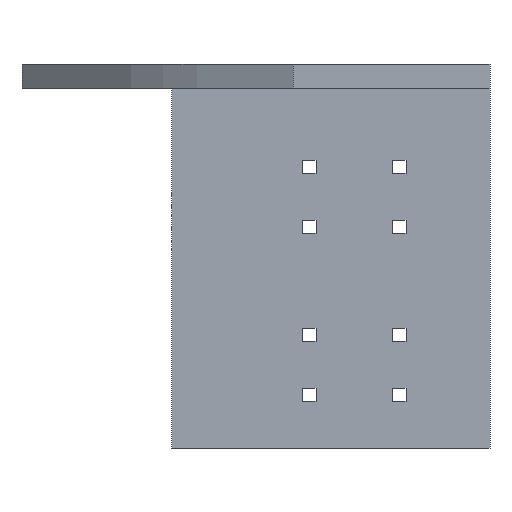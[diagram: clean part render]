
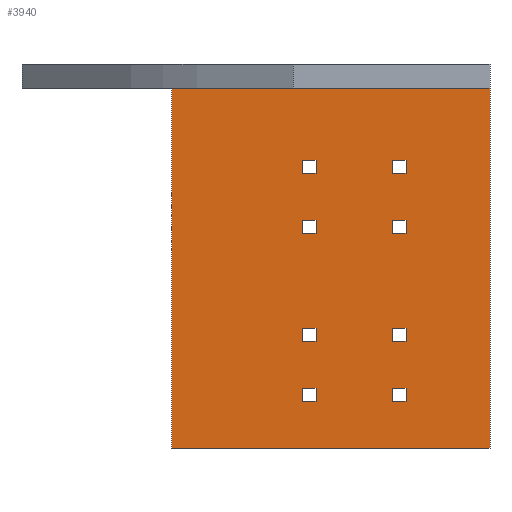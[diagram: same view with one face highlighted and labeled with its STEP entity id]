
A CAD part, front view. The second image highlights one B-rep face of the part: STEP entity #3940.
In plain terms, the highlighted planar face has unit normal (0, -1, 0).
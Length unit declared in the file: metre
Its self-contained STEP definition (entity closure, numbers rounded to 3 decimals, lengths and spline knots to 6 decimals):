
#934=ORIENTED_EDGE('',*,*,#1577,.T.);
#935=ORIENTED_EDGE('',*,*,#1578,.F.);
#936=ORIENTED_EDGE('',*,*,#1579,.F.);
#937=ORIENTED_EDGE('',*,*,#1580,.T.);
#938=ORIENTED_EDGE('',*,*,#1581,.T.);
#939=ORIENTED_EDGE('',*,*,#1582,.F.);
#940=ORIENTED_EDGE('',*,*,#1583,.F.);
#941=ORIENTED_EDGE('',*,*,#1584,.T.);
#942=ORIENTED_EDGE('',*,*,#1585,.T.);
#943=ORIENTED_EDGE('',*,*,#1586,.F.);
#944=ORIENTED_EDGE('',*,*,#1587,.F.);
#945=ORIENTED_EDGE('',*,*,#1588,.T.);
#946=ORIENTED_EDGE('',*,*,#1589,.T.);
#947=ORIENTED_EDGE('',*,*,#1590,.F.);
#948=ORIENTED_EDGE('',*,*,#1591,.F.);
#949=ORIENTED_EDGE('',*,*,#1592,.T.);
#950=ORIENTED_EDGE('',*,*,#1593,.T.);
#951=ORIENTED_EDGE('',*,*,#1594,.F.);
#952=ORIENTED_EDGE('',*,*,#1595,.F.);
#953=ORIENTED_EDGE('',*,*,#1596,.T.);
#954=ORIENTED_EDGE('',*,*,#1597,.T.);
#955=ORIENTED_EDGE('',*,*,#1598,.F.);
#956=ORIENTED_EDGE('',*,*,#1599,.F.);
#957=ORIENTED_EDGE('',*,*,#1600,.T.);
#958=ORIENTED_EDGE('',*,*,#1601,.T.);
#959=ORIENTED_EDGE('',*,*,#1602,.F.);
#960=ORIENTED_EDGE('',*,*,#1603,.F.);
#961=ORIENTED_EDGE('',*,*,#1604,.T.);
#962=ORIENTED_EDGE('',*,*,#1605,.T.);
#963=ORIENTED_EDGE('',*,*,#1606,.F.);
#964=ORIENTED_EDGE('',*,*,#1607,.F.);
#965=ORIENTED_EDGE('',*,*,#1608,.T.);
#966=ORIENTED_EDGE('',*,*,#1394,.T.);
#967=ORIENTED_EDGE('',*,*,#1609,.F.);
#968=ORIENTED_EDGE('',*,*,#1610,.F.);
#969=ORIENTED_EDGE('',*,*,#1535,.T.);
#1394=EDGE_CURVE('',#1933,#1932,#2282,.T.);
#1535=EDGE_CURVE('',#1937,#1933,#2422,.T.);
#1577=EDGE_CURVE('',#1972,#1973,#2464,.T.);
#1578=EDGE_CURVE('',#1974,#1973,#2465,.T.);
#1579=EDGE_CURVE('',#1975,#1974,#2466,.T.);
#1580=EDGE_CURVE('',#1975,#1972,#2467,.T.);
#1581=EDGE_CURVE('',#1976,#1977,#2468,.T.);
#1582=EDGE_CURVE('',#1978,#1977,#2469,.T.);
#1583=EDGE_CURVE('',#1979,#1978,#2470,.T.);
#1584=EDGE_CURVE('',#1979,#1976,#2471,.T.);
#1585=EDGE_CURVE('',#1980,#1981,#2472,.T.);
#1586=EDGE_CURVE('',#1982,#1981,#2473,.T.);
#1587=EDGE_CURVE('',#1983,#1982,#2474,.T.);
#1588=EDGE_CURVE('',#1983,#1980,#2475,.T.);
#1589=EDGE_CURVE('',#1984,#1985,#2476,.T.);
#1590=EDGE_CURVE('',#1986,#1985,#2477,.T.);
#1591=EDGE_CURVE('',#1987,#1986,#2478,.T.);
#1592=EDGE_CURVE('',#1987,#1984,#2479,.T.);
#1593=EDGE_CURVE('',#1988,#1989,#2480,.T.);
#1594=EDGE_CURVE('',#1990,#1989,#2481,.T.);
#1595=EDGE_CURVE('',#1991,#1990,#2482,.T.);
#1596=EDGE_CURVE('',#1991,#1988,#2483,.T.);
#1597=EDGE_CURVE('',#1992,#1993,#2484,.T.);
#1598=EDGE_CURVE('',#1994,#1993,#2485,.T.);
#1599=EDGE_CURVE('',#1995,#1994,#2486,.T.);
#1600=EDGE_CURVE('',#1995,#1992,#2487,.T.);
#1601=EDGE_CURVE('',#1996,#1997,#2488,.T.);
#1602=EDGE_CURVE('',#1998,#1997,#2489,.T.);
#1603=EDGE_CURVE('',#1999,#1998,#2490,.T.);
#1604=EDGE_CURVE('',#1999,#1996,#2491,.T.);
#1605=EDGE_CURVE('',#2000,#2001,#2492,.T.);
#1606=EDGE_CURVE('',#2002,#2001,#2493,.T.);
#1607=EDGE_CURVE('',#2003,#2002,#2494,.T.);
#1608=EDGE_CURVE('',#2003,#2000,#2495,.T.);
#1609=EDGE_CURVE('',#2004,#1932,#2496,.T.);
#1610=EDGE_CURVE('',#1937,#2004,#2497,.T.);
#1932=VERTEX_POINT('',#5676);
#1933=VERTEX_POINT('',#5678);
#1937=VERTEX_POINT('',#5970);
#1972=VERTEX_POINT('',#6075);
#1973=VERTEX_POINT('',#6076);
#1974=VERTEX_POINT('',#6078);
#1975=VERTEX_POINT('',#6080);
#1976=VERTEX_POINT('',#6083);
#1977=VERTEX_POINT('',#6084);
#1978=VERTEX_POINT('',#6086);
#1979=VERTEX_POINT('',#6088);
#1980=VERTEX_POINT('',#6091);
#1981=VERTEX_POINT('',#6092);
#1982=VERTEX_POINT('',#6094);
#1983=VERTEX_POINT('',#6096);
#1984=VERTEX_POINT('',#6099);
#1985=VERTEX_POINT('',#6100);
#1986=VERTEX_POINT('',#6102);
#1987=VERTEX_POINT('',#6104);
#1988=VERTEX_POINT('',#6107);
#1989=VERTEX_POINT('',#6108);
#1990=VERTEX_POINT('',#6110);
#1991=VERTEX_POINT('',#6112);
#1992=VERTEX_POINT('',#6115);
#1993=VERTEX_POINT('',#6116);
#1994=VERTEX_POINT('',#6118);
#1995=VERTEX_POINT('',#6120);
#1996=VERTEX_POINT('',#6123);
#1997=VERTEX_POINT('',#6124);
#1998=VERTEX_POINT('',#6126);
#1999=VERTEX_POINT('',#6128);
#2000=VERTEX_POINT('',#6131);
#2001=VERTEX_POINT('',#6132);
#2002=VERTEX_POINT('',#6134);
#2003=VERTEX_POINT('',#6136);
#2004=VERTEX_POINT('',#6139);
#2282=LINE('',#5677,#2808);
#2422=LINE('',#5969,#2948);
#2464=LINE('',#6074,#2990);
#2465=LINE('',#6077,#2991);
#2466=LINE('',#6079,#2992);
#2467=LINE('',#6081,#2993);
#2468=LINE('',#6082,#2994);
#2469=LINE('',#6085,#2995);
#2470=LINE('',#6087,#2996);
#2471=LINE('',#6089,#2997);
#2472=LINE('',#6090,#2998);
#2473=LINE('',#6093,#2999);
#2474=LINE('',#6095,#3000);
#2475=LINE('',#6097,#3001);
#2476=LINE('',#6098,#3002);
#2477=LINE('',#6101,#3003);
#2478=LINE('',#6103,#3004);
#2479=LINE('',#6105,#3005);
#2480=LINE('',#6106,#3006);
#2481=LINE('',#6109,#3007);
#2482=LINE('',#6111,#3008);
#2483=LINE('',#6113,#3009);
#2484=LINE('',#6114,#3010);
#2485=LINE('',#6117,#3011);
#2486=LINE('',#6119,#3012);
#2487=LINE('',#6121,#3013);
#2488=LINE('',#6122,#3014);
#2489=LINE('',#6125,#3015);
#2490=LINE('',#6127,#3016);
#2491=LINE('',#6129,#3017);
#2492=LINE('',#6130,#3018);
#2493=LINE('',#6133,#3019);
#2494=LINE('',#6135,#3020);
#2495=LINE('',#6137,#3021);
#2496=LINE('',#6138,#3022);
#2497=LINE('',#6140,#3023);
#2808=VECTOR('',#4476,1.);
#2948=VECTOR('',#4898,1.);
#2990=VECTOR('',#4948,1.);
#2991=VECTOR('',#4949,1.);
#2992=VECTOR('',#4950,1.);
#2993=VECTOR('',#4951,1.);
#2994=VECTOR('',#4952,1.);
#2995=VECTOR('',#4953,1.);
#2996=VECTOR('',#4954,1.);
#2997=VECTOR('',#4955,1.);
#2998=VECTOR('',#4956,1.);
#2999=VECTOR('',#4957,1.);
#3000=VECTOR('',#4958,1.);
#3001=VECTOR('',#4959,1.);
#3002=VECTOR('',#4960,1.);
#3003=VECTOR('',#4961,1.);
#3004=VECTOR('',#4962,1.);
#3005=VECTOR('',#4963,1.);
#3006=VECTOR('',#4964,1.);
#3007=VECTOR('',#4965,1.);
#3008=VECTOR('',#4966,1.);
#3009=VECTOR('',#4967,1.);
#3010=VECTOR('',#4968,1.);
#3011=VECTOR('',#4969,1.);
#3012=VECTOR('',#4970,1.);
#3013=VECTOR('',#4971,1.);
#3014=VECTOR('',#4972,1.);
#3015=VECTOR('',#4973,1.);
#3016=VECTOR('',#4974,1.);
#3017=VECTOR('',#4975,1.);
#3018=VECTOR('',#4976,1.);
#3019=VECTOR('',#4977,1.);
#3020=VECTOR('',#4978,1.);
#3021=VECTOR('',#4979,1.);
#3022=VECTOR('',#4980,1.);
#3023=VECTOR('',#4981,1.);
#3293=EDGE_LOOP('',(#934,#935,#936,#937));
#3294=EDGE_LOOP('',(#938,#939,#940,#941));
#3295=EDGE_LOOP('',(#942,#943,#944,#945));
#3296=EDGE_LOOP('',(#946,#947,#948,#949));
#3297=EDGE_LOOP('',(#950,#951,#952,#953));
#3298=EDGE_LOOP('',(#954,#955,#956,#957));
#3299=EDGE_LOOP('',(#958,#959,#960,#961));
#3300=EDGE_LOOP('',(#962,#963,#964,#965));
#3301=EDGE_LOOP('',(#966,#967,#968,#969));
#3572=FACE_BOUND('',#3293,.T.);
#3573=FACE_BOUND('',#3294,.T.);
#3574=FACE_BOUND('',#3295,.T.);
#3575=FACE_BOUND('',#3296,.T.);
#3576=FACE_BOUND('',#3297,.T.);
#3577=FACE_BOUND('',#3298,.T.);
#3578=FACE_BOUND('',#3299,.T.);
#3579=FACE_BOUND('',#3300,.T.);
#3580=FACE_BOUND('',#3301,.T.);
#3757=PLANE('',#4142);
#3940=ADVANCED_FACE('',(#3572,#3573,#3574,#3575,#3576,#3577,#3578,#3579,
#3580),#3757,.F.);
#4142=AXIS2_PLACEMENT_3D('',#6073,#4946,#4947);
#4476=DIRECTION('',(-1.,0.,0.));
#4898=DIRECTION('',(0.,0.,1.));
#4946=DIRECTION('',(0.,1.,0.));
#4947=DIRECTION('',(0.,0.,1.));
#4948=DIRECTION('',(0.,0.,1.));
#4949=DIRECTION('',(-1.,0.,0.));
#4950=DIRECTION('',(0.,0.,1.));
#4951=DIRECTION('',(-1.,0.,0.));
#4952=DIRECTION('',(-1.,0.,0.));
#4953=DIRECTION('',(0.,0.,-1.));
#4954=DIRECTION('',(-1.,0.,0.));
#4955=DIRECTION('',(0.,0.,-1.));
#4956=DIRECTION('',(-1.,0.,0.));
#4957=DIRECTION('',(0.,0.,-1.));
#4958=DIRECTION('',(-1.,0.,0.));
#4959=DIRECTION('',(0.,0.,-1.));
#4960=DIRECTION('',(-1.,0.,0.));
#4961=DIRECTION('',(0.,0.,-1.));
#4962=DIRECTION('',(-1.,0.,0.));
#4963=DIRECTION('',(0.,0.,-1.));
#4964=DIRECTION('',(-1.,0.,0.));
#4965=DIRECTION('',(0.,0.,-1.));
#4966=DIRECTION('',(-1.,0.,0.));
#4967=DIRECTION('',(0.,0.,-1.));
#4968=DIRECTION('',(-1.,0.,0.));
#4969=DIRECTION('',(0.,0.,-1.));
#4970=DIRECTION('',(-1.,0.,0.));
#4971=DIRECTION('',(0.,0.,-1.));
#4972=DIRECTION('',(-1.,0.,0.));
#4973=DIRECTION('',(0.,0.,-1.));
#4974=DIRECTION('',(-1.,0.,0.));
#4975=DIRECTION('',(0.,0.,-1.));
#4976=DIRECTION('',(0.,0.,1.));
#4977=DIRECTION('',(-1.,0.,0.));
#4978=DIRECTION('',(0.,0.,1.));
#4979=DIRECTION('',(-1.,0.,0.));
#4980=DIRECTION('',(0.,0.,1.));
#4981=DIRECTION('',(-1.,0.,0.));
#5676=CARTESIAN_POINT('',(-0.029541,0.055,0.));
#5677=CARTESIAN_POINT('',(-0.01627,0.055,0.));
#5678=CARTESIAN_POINT('',(-0.003,0.055,0.));
#5969=CARTESIAN_POINT('',(-0.003,0.055,-0.03));
#5970=CARTESIAN_POINT('',(-0.003,0.055,-0.03));
#6073=CARTESIAN_POINT('',(-0.01627,0.055,-0.03));
#6074=CARTESIAN_POINT('',(-0.0186,0.055,-0.02555));
#6075=CARTESIAN_POINT('',(-0.0186,0.055,-0.0261));
#6076=CARTESIAN_POINT('',(-0.0186,0.055,-0.025));
#6077=CARTESIAN_POINT('',(-0.01805,0.055,-0.025));
#6078=CARTESIAN_POINT('',(-0.0175,0.055,-0.025));
#6079=CARTESIAN_POINT('',(-0.0175,0.055,-0.02555));
#6080=CARTESIAN_POINT('',(-0.0175,0.055,-0.0261));
#6081=CARTESIAN_POINT('',(-0.01805,0.055,-0.0261));
#6082=CARTESIAN_POINT('',(-0.01055,0.055,-0.0071));
#6083=CARTESIAN_POINT('',(-0.01,0.055,-0.0071));
#6084=CARTESIAN_POINT('',(-0.0111,0.055,-0.0071));
#6085=CARTESIAN_POINT('',(-0.0111,0.055,-0.00655));
#6086=CARTESIAN_POINT('',(-0.0111,0.055,-0.006));
#6087=CARTESIAN_POINT('',(-0.01055,0.055,-0.006));
#6088=CARTESIAN_POINT('',(-0.01,0.055,-0.006));
#6089=CARTESIAN_POINT('',(-0.01,0.055,-0.00655));
#6090=CARTESIAN_POINT('',(-0.01805,0.055,-0.0071));
#6091=CARTESIAN_POINT('',(-0.0175,0.055,-0.0071));
#6092=CARTESIAN_POINT('',(-0.0186,0.055,-0.0071));
#6093=CARTESIAN_POINT('',(-0.0186,0.055,-0.00655));
#6094=CARTESIAN_POINT('',(-0.0186,0.055,-0.006));
#6095=CARTESIAN_POINT('',(-0.01805,0.055,-0.006));
#6096=CARTESIAN_POINT('',(-0.0175,0.055,-0.006));
#6097=CARTESIAN_POINT('',(-0.0175,0.055,-0.00655));
#6098=CARTESIAN_POINT('',(-0.01055,0.055,-0.0121));
#6099=CARTESIAN_POINT('',(-0.01,0.055,-0.0121));
#6100=CARTESIAN_POINT('',(-0.0111,0.055,-0.0121));
#6101=CARTESIAN_POINT('',(-0.0111,0.055,-0.01155));
#6102=CARTESIAN_POINT('',(-0.0111,0.055,-0.011));
#6103=CARTESIAN_POINT('',(-0.01055,0.055,-0.011));
#6104=CARTESIAN_POINT('',(-0.01,0.055,-0.011));
#6105=CARTESIAN_POINT('',(-0.01,0.055,-0.01155));
#6106=CARTESIAN_POINT('',(-0.01055,0.055,-0.0211));
#6107=CARTESIAN_POINT('',(-0.01,0.055,-0.0211));
#6108=CARTESIAN_POINT('',(-0.0111,0.055,-0.0211));
#6109=CARTESIAN_POINT('',(-0.0111,0.055,-0.02055));
#6110=CARTESIAN_POINT('',(-0.0111,0.055,-0.02));
#6111=CARTESIAN_POINT('',(-0.01055,0.055,-0.02));
#6112=CARTESIAN_POINT('',(-0.01,0.055,-0.02));
#6113=CARTESIAN_POINT('',(-0.01,0.055,-0.02055));
#6114=CARTESIAN_POINT('',(-0.01805,0.055,-0.0211));
#6115=CARTESIAN_POINT('',(-0.0175,0.055,-0.0211));
#6116=CARTESIAN_POINT('',(-0.0186,0.055,-0.0211));
#6117=CARTESIAN_POINT('',(-0.0186,0.055,-0.02055));
#6118=CARTESIAN_POINT('',(-0.0186,0.055,-0.02));
#6119=CARTESIAN_POINT('',(-0.01805,0.055,-0.02));
#6120=CARTESIAN_POINT('',(-0.0175,0.055,-0.02));
#6121=CARTESIAN_POINT('',(-0.0175,0.055,-0.02055));
#6122=CARTESIAN_POINT('',(-0.01055,0.055,-0.0261));
#6123=CARTESIAN_POINT('',(-0.01,0.055,-0.0261));
#6124=CARTESIAN_POINT('',(-0.0111,0.055,-0.0261));
#6125=CARTESIAN_POINT('',(-0.0111,0.055,-0.02555));
#6126=CARTESIAN_POINT('',(-0.0111,0.055,-0.025));
#6127=CARTESIAN_POINT('',(-0.01055,0.055,-0.025));
#6128=CARTESIAN_POINT('',(-0.01,0.055,-0.025));
#6129=CARTESIAN_POINT('',(-0.01,0.055,-0.02555));
#6130=CARTESIAN_POINT('',(-0.0186,0.055,-0.01155));
#6131=CARTESIAN_POINT('',(-0.0186,0.055,-0.0121));
#6132=CARTESIAN_POINT('',(-0.0186,0.055,-0.011));
#6133=CARTESIAN_POINT('',(-0.01805,0.055,-0.011));
#6134=CARTESIAN_POINT('',(-0.0175,0.055,-0.011));
#6135=CARTESIAN_POINT('',(-0.0175,0.055,-0.01155));
#6136=CARTESIAN_POINT('',(-0.0175,0.055,-0.0121));
#6137=CARTESIAN_POINT('',(-0.01805,0.055,-0.0121));
#6138=CARTESIAN_POINT('',(-0.029541,0.055,-0.03));
#6139=CARTESIAN_POINT('',(-0.029541,0.055,-0.03));
#6140=CARTESIAN_POINT('',(-0.01627,0.055,-0.03));
